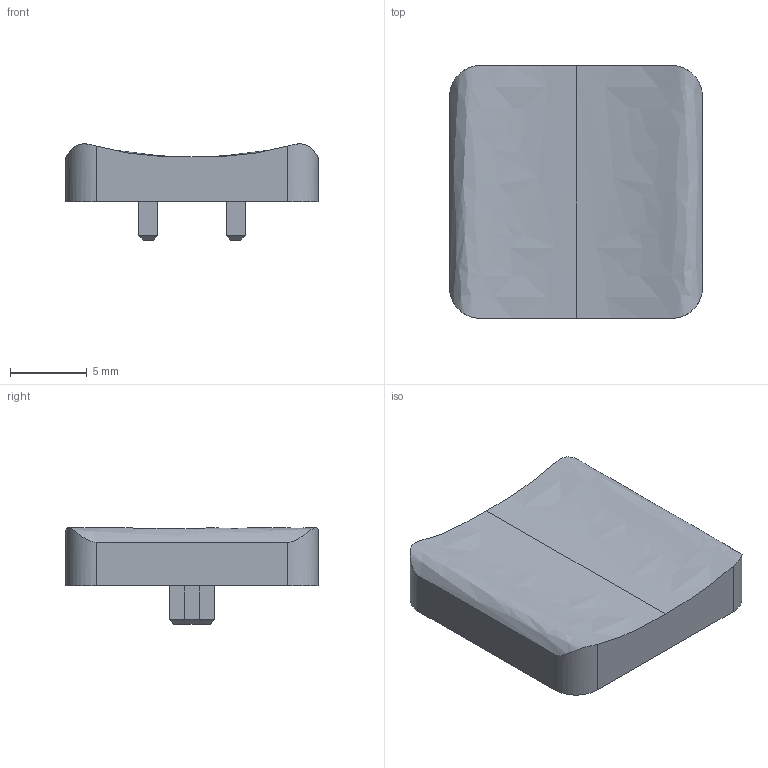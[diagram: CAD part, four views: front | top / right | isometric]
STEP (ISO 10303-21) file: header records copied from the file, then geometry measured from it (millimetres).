
FILE_DESCRIPTION(('FreeCAD Model'),'2;1');
FILE_NAME('Open CASCADE Shape Model','2024-06-24T13:38:04',(''),(''), 'Open CASCADE STEP processor 7.6','FreeCAD','Unknown');
FILE_SCHEMA(('AUTOMOTIVE_DESIGN { 1 0 10303 214 1 1 1 1 }'));
Length unit declared in the file: millimetre
Products named in the file (1): Body
Bounding box: 16.5 x 16.5 x 6.29 mm (x, y, z)
Volume: 612.2 mm3; surface area: 938.7 mm2
Topology: 1 solids, 1 shells, 97 faces, 247 edges, 154 vertices
Faces by surface type: plane 87, cylinder 8, extrusion 2
Entity records: 3115 total; most frequent: CARTESIAN_POINT 771, ORIENTED_EDGE 494, DIRECTION 445, EDGE_CURVE 247, VECTOR 229, LINE 227, VERTEX_POINT 154, AXIS2_PLACEMENT_3D 108
